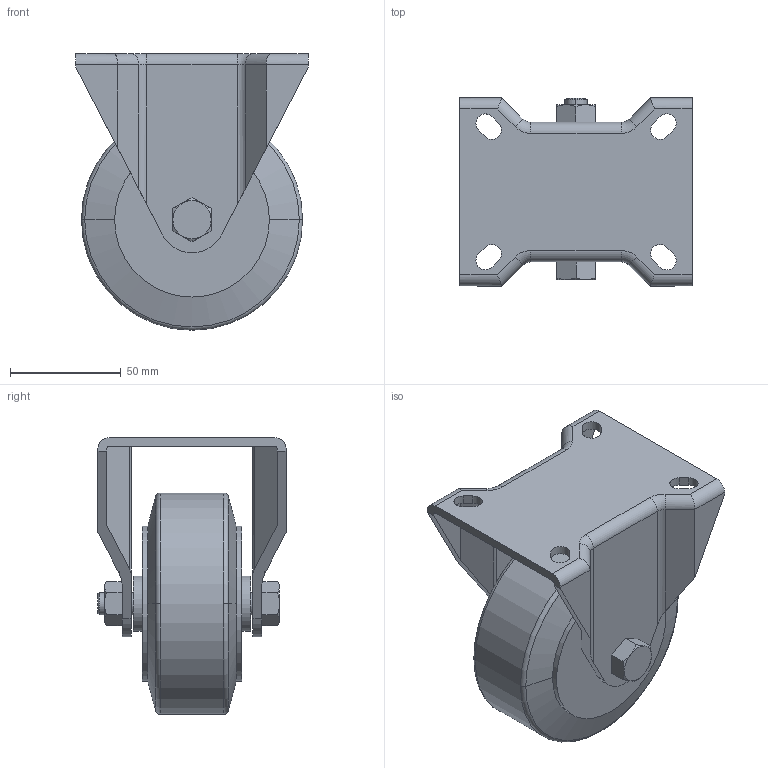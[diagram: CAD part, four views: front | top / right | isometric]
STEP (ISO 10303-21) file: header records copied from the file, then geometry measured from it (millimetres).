
FILE_DESCRIPTION (( 'STEP AP203' ), '1' );
FILE_NAME ('3_842_259_792_Bosch.step', '2024-06-10T08:38:43', ( '' ), ( '' ), 'SwSTEP 2.0', 'SolidWorks 2014', '' );
FILE_SCHEMA (( 'CONFIG_CONTROL_DESIGN' ));
Length unit declared in the file: millimetre
Products named in the file (1): 3_842_259_792_Bosch
Bounding box: 105 x 85 x 125 mm (x, y, z)
Volume: 399183.5 mm3; surface area: 68533.6 mm2
Topology: 1 solids, 1 shells, 135 faces, 348 edges, 222 vertices
Faces by surface type: plane 55, cylinder 52, cone 20, torus 8
Entity records: 4177 total; most frequent: CARTESIAN_POINT 802, DIRECTION 702, ORIENTED_EDGE 696, EDGE_CURVE 348, AXIS2_PLACEMENT_3D 258, VERTEX_POINT 222, VECTOR 186, LINE 186
